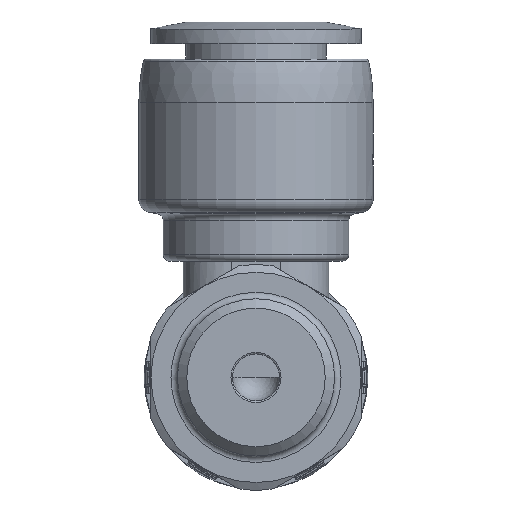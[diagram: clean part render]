
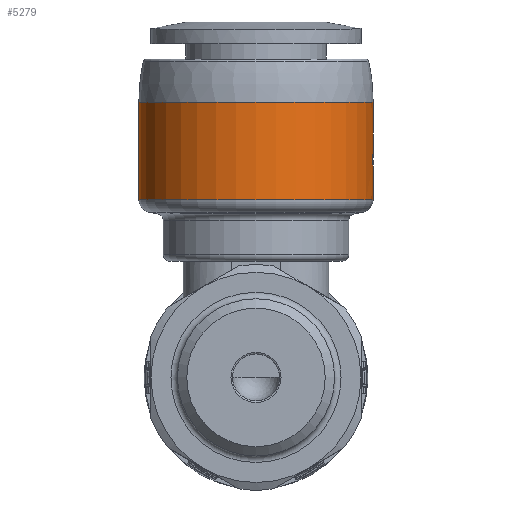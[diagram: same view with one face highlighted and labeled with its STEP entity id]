
A CAD part, front view. The second image highlights one B-rep face of the part: STEP entity #5279.
In plain terms, the highlighted cylindrical face has radius 7.25 mm (diameter 14.5 mm), a full revolution.
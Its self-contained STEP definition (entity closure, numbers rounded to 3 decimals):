
#43=ELLIPSE('',#5532,8.647,7.25);
#44=ELLIPSE('',#5534,8.647,7.25);
#57=B_SPLINE_CURVE_WITH_KNOTS('',3,(#7152,#7153,#7154,#7155,#7156),
 .UNSPECIFIED.,.F.,.F.,(4,1,4),(0.,0.001,0.001),
 .UNSPECIFIED.);
#58=B_SPLINE_CURVE_WITH_KNOTS('',3,(#7161,#7162,#7163,#7164),
 .UNSPECIFIED.,.F.,.F.,(4,4),(0.,0.),
 .UNSPECIFIED.);
#59=B_SPLINE_CURVE_WITH_KNOTS('',3,(#7165,#7166,#7167,#7168),
 .UNSPECIFIED.,.F.,.F.,(4,4),(0.,0.),.UNSPECIFIED.);
#218=CYLINDRICAL_SURFACE('',#5528,7.25);
#293=CIRCLE('',#5522,7.25);
#297=CIRCLE('',#5529,7.25);
#298=CIRCLE('',#5530,7.25);
#299=CIRCLE('',#5531,7.25);
#300=CIRCLE('',#5533,7.25);
#301=CIRCLE('',#5535,7.25);
#302=CIRCLE('',#5536,7.25);
#303=CIRCLE('',#5537,7.25);
#524=ORIENTED_EDGE('',*,*,#1676,.F.);
#525=ORIENTED_EDGE('',*,*,#1677,.F.);
#526=ORIENTED_EDGE('',*,*,#1678,.F.);
#527=ORIENTED_EDGE('',*,*,#1679,.F.);
#528=ORIENTED_EDGE('',*,*,#1668,.F.);
#529=ORIENTED_EDGE('',*,*,#1680,.F.);
#530=ORIENTED_EDGE('',*,*,#1681,.F.);
#531=ORIENTED_EDGE('',*,*,#1682,.T.);
#532=ORIENTED_EDGE('',*,*,#1683,.T.);
#533=ORIENTED_EDGE('',*,*,#1684,.T.);
#534=ORIENTED_EDGE('',*,*,#1685,.T.);
#535=ORIENTED_EDGE('',*,*,#1686,.T.);
#536=ORIENTED_EDGE('',*,*,#1687,.T.);
#537=ORIENTED_EDGE('',*,*,#1688,.T.);
#538=ORIENTED_EDGE('',*,*,#1689,.T.);
#539=ORIENTED_EDGE('',*,*,#1690,.T.);
#540=ORIENTED_EDGE('',*,*,#1691,.T.);
#541=ORIENTED_EDGE('',*,*,#1692,.T.);
#542=ORIENTED_EDGE('',*,*,#1693,.T.);
#1668=EDGE_CURVE('',#2244,#2242,#293,.T.);
#1676=EDGE_CURVE('',#2251,#2251,#297,.T.);
#1677=EDGE_CURVE('',#2252,#2253,#57,.T.);
#1678=EDGE_CURVE('',#2254,#2252,#2621,.F.);
#1679=EDGE_CURVE('',#2242,#2254,#58,.T.);
#1680=EDGE_CURVE('',#2255,#2244,#59,.T.);
#1681=EDGE_CURVE('',#2253,#2255,#2622,.T.);
#1682=EDGE_CURVE('',#2256,#2257,#298,.T.);
#1683=EDGE_CURVE('',#2257,#2258,#2623,.T.);
#1684=EDGE_CURVE('',#2258,#2259,#299,.T.);
#1685=EDGE_CURVE('',#2259,#2260,#43,.T.);
#1686=EDGE_CURVE('',#2260,#2261,#300,.T.);
#1687=EDGE_CURVE('',#2261,#2262,#44,.T.);
#1688=EDGE_CURVE('',#2262,#2263,#2624,.T.);
#1689=EDGE_CURVE('',#2263,#2264,#301,.T.);
#1690=EDGE_CURVE('',#2264,#2265,#2625,.T.);
#1691=EDGE_CURVE('',#2265,#2266,#302,.T.);
#1692=EDGE_CURVE('',#2266,#2256,#2626,.F.);
#1693=EDGE_CURVE('',#2267,#2267,#303,.T.);
#2242=VERTEX_POINT('',#7116);
#2244=VERTEX_POINT('',#7120);
#2251=VERTEX_POINT('',#7151);
#2252=VERTEX_POINT('',#7157);
#2253=VERTEX_POINT('',#7158);
#2254=VERTEX_POINT('',#7160);
#2255=VERTEX_POINT('',#7169);
#2256=VERTEX_POINT('',#7172);
#2257=VERTEX_POINT('',#7173);
#2258=VERTEX_POINT('',#7175);
#2259=VERTEX_POINT('',#7177);
#2260=VERTEX_POINT('',#7179);
#2261=VERTEX_POINT('',#7181);
#2262=VERTEX_POINT('',#7183);
#2263=VERTEX_POINT('',#7185);
#2264=VERTEX_POINT('',#7187);
#2265=VERTEX_POINT('',#7189);
#2266=VERTEX_POINT('',#7191);
#2267=VERTEX_POINT('',#7194);
#2621=LINE('',#7159,#2843);
#2622=LINE('',#7170,#2844);
#2623=LINE('',#7174,#2845);
#2624=LINE('',#7184,#2846);
#2625=LINE('',#7188,#2847);
#2626=LINE('',#7192,#2848);
#2843=VECTOR('',#6017,1000.);
#2844=VECTOR('',#6018,1000.);
#2845=VECTOR('',#6021,1000.);
#2846=VECTOR('',#6030,1000.);
#2847=VECTOR('',#6033,1000.);
#2848=VECTOR('',#6036,1000.);
#3066=EDGE_LOOP('',(#524));
#3067=EDGE_LOOP('',(#525,#526,#527,#528,#529,#530));
#3068=EDGE_LOOP('',(#531,#532,#533,#534,#535,#536,#537,#538,#539,#540,#541));
#3069=EDGE_LOOP('',(#542));
#3328=FACE_BOUND('',#3066,.T.);
#3329=FACE_BOUND('',#3067,.T.);
#3330=FACE_BOUND('',#3068,.T.);
#3331=FACE_BOUND('',#3069,.T.);
#5279=ADVANCED_FACE('',(#3328,#3329,#3330,#3331),#218,.T.);
#5522=AXIS2_PLACEMENT_3D('',#7121,#6001,#6002);
#5528=AXIS2_PLACEMENT_3D('',#7149,#6013,#6014);
#5529=AXIS2_PLACEMENT_3D('',#7150,#6015,#6016);
#5530=AXIS2_PLACEMENT_3D('',#7171,#6019,#6020);
#5531=AXIS2_PLACEMENT_3D('',#7176,#6022,#6023);
#5532=AXIS2_PLACEMENT_3D('',#7178,#6024,#6025);
#5533=AXIS2_PLACEMENT_3D('',#7180,#6026,#6027);
#5534=AXIS2_PLACEMENT_3D('',#7182,#6028,#6029);
#5535=AXIS2_PLACEMENT_3D('',#7186,#6031,#6032);
#5536=AXIS2_PLACEMENT_3D('',#7190,#6034,#6035);
#5537=AXIS2_PLACEMENT_3D('',#7193,#6037,#6038);
#6001=DIRECTION('',(0.,0.,1.));
#6002=DIRECTION('',(1.,0.,0.));
#6013=DIRECTION('',(0.,0.,-1.));
#6014=DIRECTION('',(-1.,0.,0.));
#6015=DIRECTION('',(0.,0.,-1.));
#6016=DIRECTION('',(-1.,0.,0.));
#6017=DIRECTION('',(0.,0.,-1.));
#6018=DIRECTION('',(0.,0.,-1.));
#6019=DIRECTION('',(0.,0.,1.));
#6020=DIRECTION('',(1.,0.,0.));
#6021=DIRECTION('',(0.,0.,-1.));
#6022=DIRECTION('',(0.,0.,1.));
#6023=DIRECTION('',(1.,0.,0.));
#6024=DIRECTION('',(0.,-0.545,-0.838));
#6025=DIRECTION('',(0.,0.838,-0.545));
#6026=DIRECTION('',(0.,0.,1.));
#6027=DIRECTION('',(1.,0.,0.));
#6028=DIRECTION('',(0.,0.545,0.838));
#6029=DIRECTION('',(0.,0.838,-0.545));
#6030=DIRECTION('',(0.,0.,-1.));
#6031=DIRECTION('',(0.,0.,-1.));
#6032=DIRECTION('',(-1.,0.,0.));
#6033=DIRECTION('',(0.,0.,-1.));
#6034=DIRECTION('',(0.,0.,-1.));
#6035=DIRECTION('',(-1.,0.,0.));
#6036=DIRECTION('',(0.,0.,-1.));
#6037=DIRECTION('',(0.,0.,-1.));
#6038=DIRECTION('',(-1.,0.,0.));
#7116=CARTESIAN_POINT('',(-0.2,26.647,12.25));
#7120=CARTESIAN_POINT('',(0.2,26.647,12.25));
#7121=CARTESIAN_POINT('',(0.,19.4,12.25));
#7149=CARTESIAN_POINT('',(0.,19.4,7.2));
#7150=CARTESIAN_POINT('',(0.,19.4,11.));
#7151=CARTESIAN_POINT('',(-7.25,19.4,11.));
#7152=CARTESIAN_POINT('',(-0.35,26.642,14.574));
#7153=CARTESIAN_POINT('',(-0.35,26.642,14.759));
#7154=CARTESIAN_POINT('',(0.,26.658,15.089));
#7155=CARTESIAN_POINT('',(0.35,26.642,14.759));
#7156=CARTESIAN_POINT('',(0.35,26.642,14.574));
#7157=CARTESIAN_POINT('',(-0.35,26.642,14.574));
#7158=CARTESIAN_POINT('',(0.35,26.642,14.574));
#7159=CARTESIAN_POINT('',(-0.35,26.642,7.2));
#7160=CARTESIAN_POINT('',(-0.35,26.642,12.4));
#7161=CARTESIAN_POINT('',(-0.2,26.647,12.25));
#7162=CARTESIAN_POINT('',(-0.279,26.645,12.25));
#7163=CARTESIAN_POINT('',(-0.35,26.642,12.321));
#7164=CARTESIAN_POINT('',(-0.35,26.642,12.4));
#7165=CARTESIAN_POINT('',(0.35,26.642,12.4));
#7166=CARTESIAN_POINT('',(0.35,26.642,12.321));
#7167=CARTESIAN_POINT('',(0.279,26.645,12.25));
#7168=CARTESIAN_POINT('',(0.2,26.647,12.25));
#7169=CARTESIAN_POINT('',(0.35,26.642,12.4));
#7170=CARTESIAN_POINT('',(0.35,26.642,7.2));
#7171=CARTESIAN_POINT('',(0.,19.4,13.8));
#7172=CARTESIAN_POINT('',(7.203,18.575,13.8));
#7173=CARTESIAN_POINT('',(7.224,18.785,13.8));
#7174=CARTESIAN_POINT('',(7.224,18.785,7.2));
#7175=CARTESIAN_POINT('',(7.224,18.785,13.605));
#7176=CARTESIAN_POINT('',(0.,19.4,13.605));
#7177=CARTESIAN_POINT('',(7.24,19.775,13.605));
#7178=CARTESIAN_POINT('',(0.,19.4,13.849));
#7179=CARTESIAN_POINT('',(7.25,19.475,13.8));
#7180=CARTESIAN_POINT('',(0.,19.4,13.8));
#7181=CARTESIAN_POINT('',(7.24,19.775,13.8));
#7182=CARTESIAN_POINT('',(0.,19.4,14.044));
#7183=CARTESIAN_POINT('',(7.219,20.075,13.605));
#7184=CARTESIAN_POINT('',(7.219,20.075,7.2));
#7185=CARTESIAN_POINT('',(7.219,20.075,13.395));
#7186=CARTESIAN_POINT('',(0.,19.4,13.395));
#7187=CARTESIAN_POINT('',(7.224,18.785,13.395));
#7188=CARTESIAN_POINT('',(7.224,18.785,7.2));
#7189=CARTESIAN_POINT('',(7.224,18.785,13.2));
#7190=CARTESIAN_POINT('',(0.,19.4,13.2));
#7191=CARTESIAN_POINT('',(7.203,18.575,13.2));
#7192=CARTESIAN_POINT('',(7.203,18.575,7.2));
#7193=CARTESIAN_POINT('',(0.,19.4,17.014));
#7194=CARTESIAN_POINT('',(-7.25,19.4,17.014));
